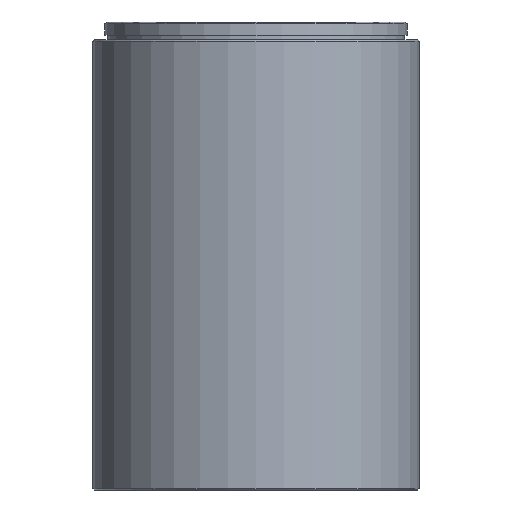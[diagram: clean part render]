
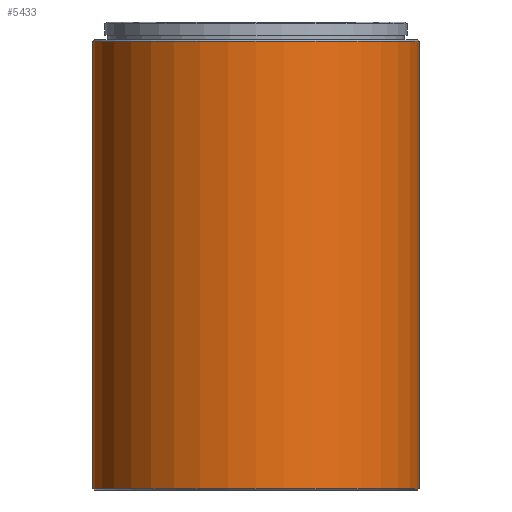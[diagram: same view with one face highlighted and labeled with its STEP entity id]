
A CAD part, front view. The second image highlights one B-rep face of the part: STEP entity #5433.
In plain terms, the highlighted cylindrical face has radius 27.94 mm (diameter 55.88 mm), a partial arc.
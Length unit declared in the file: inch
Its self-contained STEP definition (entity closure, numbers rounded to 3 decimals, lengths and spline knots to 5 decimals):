
#435 = AXIS2_PLACEMENT_3D ( 'NONE', #6571, #12206, #3796 ) ;
#589 = ORIENTED_EDGE ( 'NONE', *, *, #14736, .T. ) ;
#1711 = LINE ( 'NONE', #10568, #12547 ) ;
#2523 = VERTEX_POINT ( 'NONE', #10115 ) ;
#2738 = CIRCLE ( 'NONE', #14495, 1.1 ) ;
#3102 = CARTESIAN_POINT ( 'NONE',  ( 1.1, 0., 1.445 ) ) ;
#3329 = DIRECTION ( 'NONE',  ( 0., 0., -1. ) ) ;
#3796 = DIRECTION ( 'NONE',  ( 1., 0., 0. ) ) ;
#3830 = DIRECTION ( 'NONE',  ( 0., 0., 1. ) ) ;
#3853 = CARTESIAN_POINT ( 'NONE',  ( -1.1, 0., 1.445 ) ) ;
#4330 = CARTESIAN_POINT ( 'NONE',  ( 0., 0., -1.565 ) ) ;
#4473 = CARTESIAN_POINT ( 'NONE',  ( -1.1, 0., -1.565 ) ) ;
#4652 = AXIS2_PLACEMENT_3D ( 'NONE', #11790, #3329, #13209 ) ;
#5056 = VECTOR ( 'NONE', #3830, 39.37008 ) ;
#5433 = ADVANCED_FACE ( 'NONE', ( #15076 ), #17071, .T. ) ;
#5647 = ORIENTED_EDGE ( 'NONE', *, *, #14366, .F. ) ;
#5742 = DIRECTION ( 'NONE',  ( -1., 0., 0. ) ) ;
#6571 = CARTESIAN_POINT ( 'NONE',  ( 0., 0., 1.575 ) ) ;
#6800 = CIRCLE ( 'NONE', #4652, 1.1 ) ;
#7051 = EDGE_CURVE ( 'NONE', #2523, #17019, #1711, .T. ) ;
#8646 = VERTEX_POINT ( 'NONE', #3853 ) ;
#10115 = CARTESIAN_POINT ( 'NONE',  ( 1.1, 0., -1.565 ) ) ;
#10568 = CARTESIAN_POINT ( 'NONE',  ( 1.1, 0., 1.575 ) ) ;
#11071 = EDGE_CURVE ( 'NONE', #14030, #2523, #2738, .T. ) ;
#11650 = ORIENTED_EDGE ( 'NONE', *, *, #11071, .T. ) ;
#11790 = CARTESIAN_POINT ( 'NONE',  ( 0., 0., 1.445 ) ) ;
#12206 = DIRECTION ( 'NONE',  ( 0., 0., 1. ) ) ;
#12444 = ORIENTED_EDGE ( 'NONE', *, *, #7051, .T. ) ;
#12547 = VECTOR ( 'NONE', #15273, 39.37008 ) ;
#13209 = DIRECTION ( 'NONE',  ( 1., 0., 0. ) ) ;
#13711 = CARTESIAN_POINT ( 'NONE',  ( -1.1, 0., 1.575 ) ) ;
#14030 = VERTEX_POINT ( 'NONE', #4473 ) ;
#14193 = DIRECTION ( 'NONE',  ( 0., 0., 1. ) ) ;
#14366 = EDGE_CURVE ( 'NONE', #14030, #8646, #15831, .T. ) ;
#14495 = AXIS2_PLACEMENT_3D ( 'NONE', #4330, #14193, #5742 ) ;
#14736 = EDGE_CURVE ( 'NONE', #17019, #8646, #6800, .T. ) ;
#15076 = FACE_OUTER_BOUND ( 'NONE', #16769, .T. ) ;
#15273 = DIRECTION ( 'NONE',  ( 0., 0., 1. ) ) ;
#15831 = LINE ( 'NONE', #13711, #5056 ) ;
#16769 = EDGE_LOOP ( 'NONE', ( #5647, #11650, #12444, #589 ) ) ;
#17019 = VERTEX_POINT ( 'NONE', #3102 ) ;
#17071 = CYLINDRICAL_SURFACE ( 'NONE', #435, 1.1 ) ;
